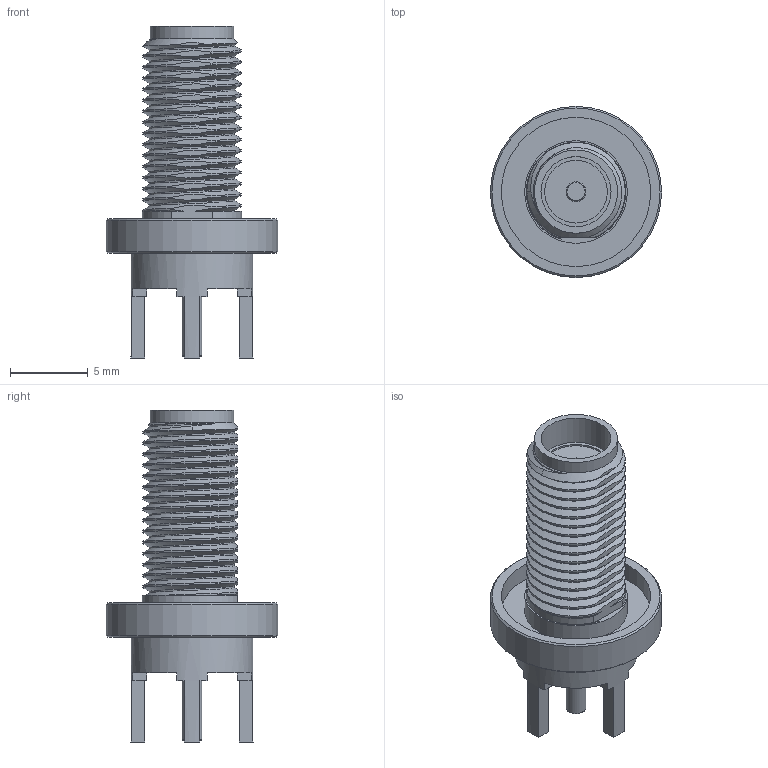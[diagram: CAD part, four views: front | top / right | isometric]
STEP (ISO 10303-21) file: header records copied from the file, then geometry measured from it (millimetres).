
FILE_DESCRIPTION(/* description */ ('Unknown'),/* implementation_level */ '2;1');
FILE_NAME(/* name */ '60312052111533',/* time_stamp */ '2021-03-18T09:21:23+01:00',/* author */ ('Unknown'),/* organization */ ('Unknown'),/* preprocessor_version */ 'ST-DEVELOPER v16.7',/* originating_system */ 'DEX',/* authorisation */ $);
FILE_SCHEMA (('AUTOMOTIVE_DESIGN {1 0 10303 214 3 1 1}'));
Length unit declared in the file: millimetre
Products named in the file (1): 60312052111533
Bounding box: 11 x 11 x 21.34 mm (x, y, z)
Volume: 589.2 mm3; surface area: 863.5 mm2
Topology: 1 solids, 1 shells, 111 faces, 291 edges, 192 vertices
Faces by surface type: plane 63, cylinder 37, cone 7, bspline 4
Full cylindrical faces by diameter (mm): 1.27 x1, 1.5 x1, 3.45 x1, 4.03 x1, 4.5 x1, 5.35 x1, 6.6 x1, 7.85 x1, 9.6 x1, 11 x1
Entity records: 12333 total; most frequent: CARTESIAN_POINT 9057, ORIENTED_EDGE 536, DIRECTION 480, EDGE_CURVE 268, AXIS2_PLACEMENT_3D 187, VERTEX_POINT 184, EDGE_LOOP 134, FACE_BOUND 134
